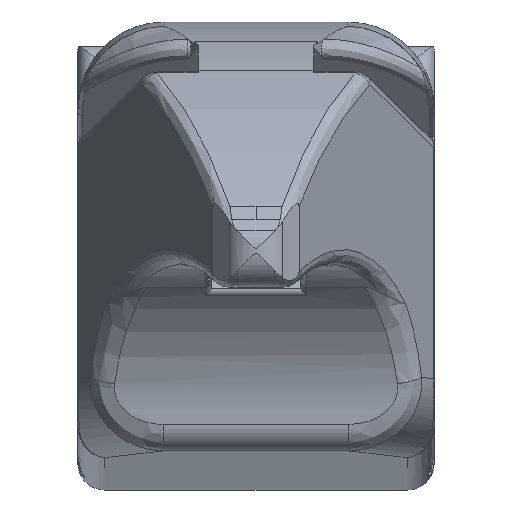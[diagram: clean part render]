
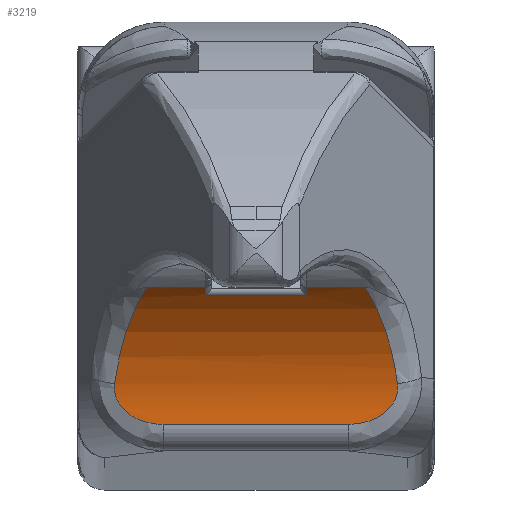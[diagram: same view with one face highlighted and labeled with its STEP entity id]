
A CAD part, top view. The second image highlights one B-rep face of the part: STEP entity #3219.
In plain terms, the highlighted cylindrical face has radius 301.868 mm (diameter 603.736 mm), a partial arc.
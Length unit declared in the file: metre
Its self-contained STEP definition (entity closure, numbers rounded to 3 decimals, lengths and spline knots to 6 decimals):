
#99=CYLINDRICAL_SURFACE('',#3468,0.301868);
#176=ELLIPSE('',#3470,0.342171,0.301868);
#177=ELLIPSE('',#3471,0.342171,0.301868);
#237=CIRCLE('',#3469,0.301868);
#238=CIRCLE('',#3472,0.301868);
#381=LINE('',#4861,#569);
#383=LINE('',#4870,#571);
#385=LINE('',#4922,#573);
#386=LINE('',#4948,#574);
#569=VECTOR('',#3879,1.);
#571=VECTOR('',#3885,1.);
#573=VECTOR('',#3895,1.);
#574=VECTOR('',#3900,1.);
#832=ORIENTED_EDGE('',*,*,#1855,.T.);
#833=ORIENTED_EDGE('',*,*,#1856,.T.);
#834=ORIENTED_EDGE('',*,*,#1844,.F.);
#835=ORIENTED_EDGE('',*,*,#1857,.T.);
#836=ORIENTED_EDGE('',*,*,#1858,.T.);
#837=ORIENTED_EDGE('',*,*,#1859,.T.);
#838=ORIENTED_EDGE('',*,*,#1860,.T.);
#839=ORIENTED_EDGE('',*,*,#1861,.T.);
#840=ORIENTED_EDGE('',*,*,#1848,.T.);
#841=ORIENTED_EDGE('',*,*,#1862,.T.);
#1844=EDGE_CURVE('',#2354,#2355,#381,.T.);
#1848=EDGE_CURVE('',#2359,#2358,#383,.T.);
#1855=EDGE_CURVE('',#2364,#2365,#385,.T.);
#1856=EDGE_CURVE('',#2365,#2355,#237,.T.);
#1857=EDGE_CURVE('',#2354,#2366,#176,.F.);
#1858=EDGE_CURVE('',#2366,#2367,#2604,.T.);
#1859=EDGE_CURVE('',#2367,#2368,#386,.F.);
#1860=EDGE_CURVE('',#2368,#2369,#2605,.T.);
#1861=EDGE_CURVE('',#2369,#2359,#177,.F.);
#1862=EDGE_CURVE('',#2358,#2364,#238,.T.);
#2354=VERTEX_POINT('',#4862);
#2355=VERTEX_POINT('',#4863);
#2358=VERTEX_POINT('',#4869);
#2359=VERTEX_POINT('',#4871);
#2364=VERTEX_POINT('',#4923);
#2365=VERTEX_POINT('',#4924);
#2366=VERTEX_POINT('',#4927);
#2367=VERTEX_POINT('',#4947);
#2368=VERTEX_POINT('',#4949);
#2369=VERTEX_POINT('',#4966);
#2604=B_SPLINE_CURVE_WITH_KNOTS('',3,(#4928,#4929,#4930,#4931,#4932,#4933,
#4934,#4935,#4936,#4937,#4938,#4939,#4940,#4941,#4942,#4943,#4944,#4945,
#4946),.UNSPECIFIED.,.F.,.F.,(4,1,1,1,1,1,1,1,1,1,1,1,1,1,1,1,4),(0.,0.007573,
0.015146,0.018933,0.022719,0.030292,
0.037866,0.045439,0.053012,0.060585,
0.068158,0.075731,0.083304,0.090877,
0.09845,0.106024,0.12117),.UNSPECIFIED.);
#2605=B_SPLINE_CURVE_WITH_KNOTS('',3,(#4950,#4951,#4952,#4953,#4954,#4955,
#4956,#4957,#4958,#4959,#4960,#4961,#4962,#4963,#4964,#4965),
 .UNSPECIFIED.,.F.,.F.,(4,1,1,1,1,1,1,1,1,1,1,1,1,4),(0.,0.015212,
0.030425,0.045637,0.053243,0.060849,
0.068455,0.076062,0.079865,0.083668,
0.091274,0.09888,0.106486,0.121698),
 .UNSPECIFIED.);
#2768=EDGE_LOOP('',(#832,#833,#834,#835,#836,#837,#838,#839,#840,#841));
#2968=FACE_BOUND('',#2768,.T.);
#3219=ADVANCED_FACE('',(#2968),#99,.F.);
#3468=AXIS2_PLACEMENT_3D('',#4921,#3893,#3894);
#3469=AXIS2_PLACEMENT_3D('',#4925,#3896,#3897);
#3470=AXIS2_PLACEMENT_3D('',#4926,#3898,#3899);
#3471=AXIS2_PLACEMENT_3D('',#4967,#3901,#3902);
#3472=AXIS2_PLACEMENT_3D('',#4968,#3903,#3904);
#3879=DIRECTION('',(1.,0.,0.));
#3885=DIRECTION('',(-1.,0.,0.));
#3893=DIRECTION('',(-1.,0.,0.));
#3894=DIRECTION('',(0.,1.,0.));
#3895=DIRECTION('',(-1.,0.,0.));
#3896=DIRECTION('',(1.,0.,0.));
#3897=DIRECTION('',(0.,-1.,0.));
#3898=DIRECTION('',(0.882,0.,-0.471));
#3899=DIRECTION('',(-0.471,0.,-0.882));
#3900=DIRECTION('',(-1.,0.,0.));
#3901=DIRECTION('',(-0.882,0.,-0.471));
#3902=DIRECTION('',(-0.471,0.,0.882));
#3903=DIRECTION('',(-1.,0.,0.));
#3904=DIRECTION('',(0.,1.,0.));
#4861=CARTESIAN_POINT('',(-0.300002,0.521592,-0.596336));
#4862=CARTESIAN_POINT('',(-0.183961,0.521592,-0.596336));
#4863=CARTESIAN_POINT('',(-0.085358,0.521592,-0.596336));
#4869=CARTESIAN_POINT('',(0.085358,0.521592,-0.596336));
#4870=CARTESIAN_POINT('',(0.300002,0.521592,-0.596336));
#4871=CARTESIAN_POINT('',(0.183961,0.521592,-0.596336));
#4921=CARTESIAN_POINT('',(1.351,0.28866,-0.404327));
#4922=CARTESIAN_POINT('',(1.351,0.508122,-0.611597));
#4923=CARTESIAN_POINT('',(0.085358,0.508122,-0.611597));
#4924=CARTESIAN_POINT('',(-0.085358,0.508122,-0.611597));
#4925=CARTESIAN_POINT('',(-0.085358,0.28866,-0.404327));
#4926=CARTESIAN_POINT('',(-0.081484,0.28866,-0.404327));
#4927=CARTESIAN_POINT('',(-0.238116,0.359344,-0.697804));
#4928=CARTESIAN_POINT('',(-0.238116,0.359344,-0.697804));
#4929=CARTESIAN_POINT('',(-0.238433,0.356878,-0.698398));
#4930=CARTESIAN_POINT('',(-0.23871,0.351943,-0.69952));
#4931=CARTESIAN_POINT('',(-0.238141,0.34577,-0.700763));
#4932=CARTESIAN_POINT('',(-0.237103,0.340832,-0.701661));
#4933=CARTESIAN_POINT('',(-0.235706,0.336044,-0.70247));
#4934=CARTESIAN_POINT('',(-0.233318,0.330301,-0.703336));
#4935=CARTESIAN_POINT('',(-0.229412,0.323728,-0.704174));
#4936=CARTESIAN_POINT('',(-0.224704,0.317781,-0.704805));
#4937=CARTESIAN_POINT('',(-0.219372,0.312479,-0.705269));
#4938=CARTESIAN_POINT('',(-0.213399,0.307712,-0.705605));
#4939=CARTESIAN_POINT('',(-0.207031,0.303601,-0.705834));
#4940=CARTESIAN_POINT('',(-0.200373,0.300111,-0.705984));
#4941=CARTESIAN_POINT('',(-0.193439,0.297186,-0.706079));
#4942=CARTESIAN_POINT('',(-0.18621,0.294792,-0.706136));
#4943=CARTESIAN_POINT('',(-0.178845,0.292957,-0.706166));
#4944=CARTESIAN_POINT('',(-0.168939,0.291235,-0.706186));
#4945=CARTESIAN_POINT('',(-0.161394,0.290719,-0.706189));
#4946=CARTESIAN_POINT('',(-0.156316,0.290719,-0.706189));
#4947=CARTESIAN_POINT('',(-0.156316,0.290719,-0.706189));
#4948=CARTESIAN_POINT('',(1.351,0.290719,-0.706189));
#4949=CARTESIAN_POINT('',(0.156316,0.290719,-0.706189));
#4950=CARTESIAN_POINT('',(0.156316,0.290719,-0.706189));
#4951=CARTESIAN_POINT('',(0.161393,0.290719,-0.706189));
#4952=CARTESIAN_POINT('',(0.171563,0.291419,-0.706185));
#4953=CARTESIAN_POINT('',(0.186338,0.294534,-0.706148));
#4954=CARTESIAN_POINT('',(0.198275,0.298996,-0.706033));
#4955=CARTESIAN_POINT('',(0.207184,0.30369,-0.705829));
#4956=CARTESIAN_POINT('',(0.21355,0.307821,-0.705598));
#4957=CARTESIAN_POINT('',(0.219497,0.31259,-0.70526));
#4958=CARTESIAN_POINT('',(0.223934,0.317026,-0.70487));
#4959=CARTESIAN_POINT('',(0.227164,0.320889,-0.704475));
#4960=CARTESIAN_POINT('',(0.230172,0.32499,-0.704014));
#4961=CARTESIAN_POINT('',(0.233352,0.330381,-0.703324));
#4962=CARTESIAN_POINT('',(0.236214,0.337266,-0.702286));
#4963=CARTESIAN_POINT('',(0.238647,0.347076,-0.700564));
#4964=CARTESIAN_POINT('',(0.238749,0.35442,-0.698989));
#4965=CARTESIAN_POINT('',(0.238116,0.359344,-0.697804));
#4966=CARTESIAN_POINT('',(0.238116,0.359344,-0.697804));
#4967=CARTESIAN_POINT('',(0.081484,0.28866,-0.404327));
#4968=CARTESIAN_POINT('',(0.085358,0.28866,-0.404327));
